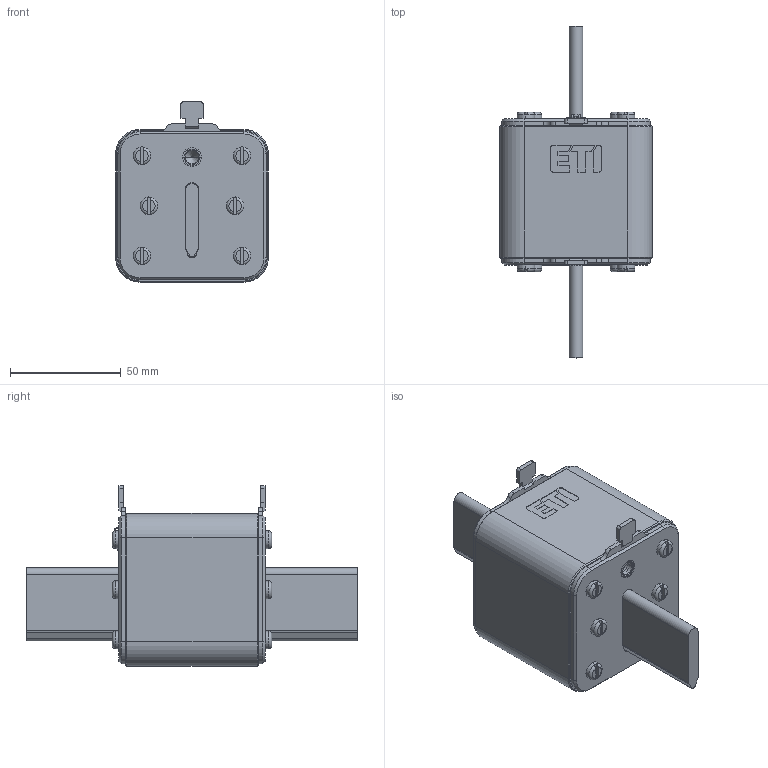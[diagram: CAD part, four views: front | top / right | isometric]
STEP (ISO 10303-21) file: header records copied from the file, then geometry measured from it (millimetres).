
FILE_DESCRIPTION((''),'2;1');
FILE_NAME('004335207_NH3UQ_ASM-2_ASM','2025-03-19T13:53:51',('klemen.sitar'),('Audax d.o.o.'),'CREO PARAMETRIC BY PTC INC, 2021304','CREO PARAMETRIC BY PTC INC, 2021304','');
FILE_SCHEMA(('AP242_MANAGED_MODEL_BASED_3D_ENGINEERING_MIM_LF { 1 0 10303 442 1 1 4 }'));
Length unit declared in the file: millimetre
Products named in the file (11): 0000033417_7; 0000033421_2; 0000033383_2; 0000006104_1; 0000006140_1; 0000006092_ASM_1_ASM; 0000032608_1; 0000016201_2; 0000033047_1; 0000033044_1; 004335207_NH3UQ_ASM-2_ASM
Assembly tree (24 placements, depth 3):
  004335207_NH3UQ_ASM-2_ASM
    0000033417_7
    0000033421_2  x2
    0000033383_2  x2
    0000006092_ASM_1_ASM  x2
      0000006104_1
      0000006140_1
    0000032608_1  x12
    0000016201_2
    0000033047_1
    0000033044_1
Bounding box: 69 x 150 x 81.5 mm (x, y, z)
Volume: 202959.5 mm3; surface area: 83867.8 mm2
Topology: 24 solids, 28 shells, 679 faces, 1658 edges, 1041 vertices
Faces by surface type: plane 294, cylinder 233, cone 84, torus 60, bspline 4, sphere 4
Entity records: 13778 total; most frequent: CARTESIAN_POINT 2294, DIRECTION 1830, ORIENTED_EDGE 1616, PRESENTATION_STYLE_ASSIGNMENT 826, STYLED_ITEM 823, CURVE_STYLE 812, EDGE_CURVE 812, AXIS2_PLACEMENT_3D 677
